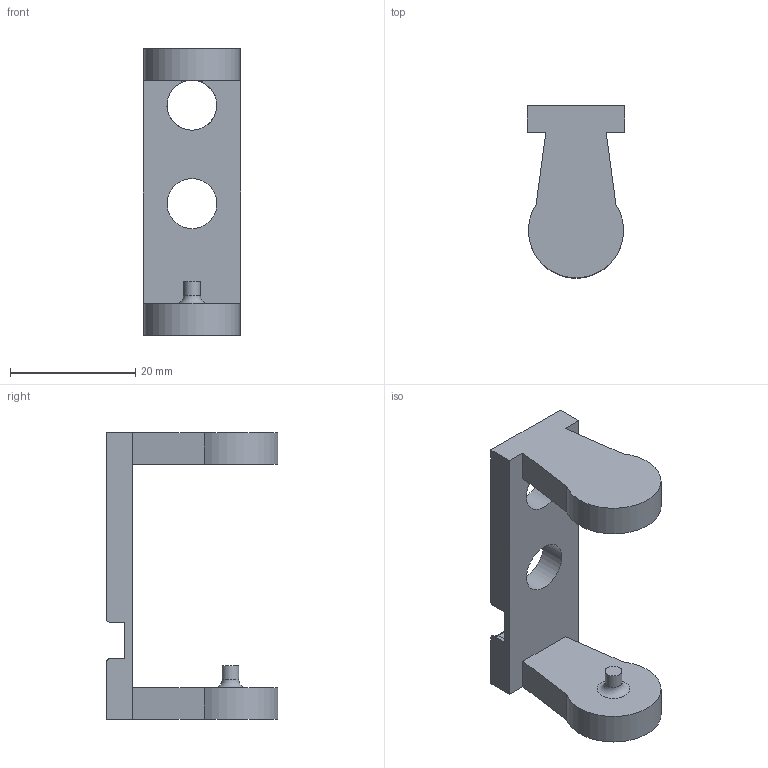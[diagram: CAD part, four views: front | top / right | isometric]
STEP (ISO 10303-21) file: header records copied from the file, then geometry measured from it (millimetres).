
FILE_DESCRIPTION(/* description */ (''),/* implementation_level */ '2;1');
FILE_NAME(/* name */ 'Swivel_Arm.step',/* time_stamp */ '2025-06-16T21:34:07-04:00',/* author */ (''),/* organization */ (''),/* preprocessor_version */ 'ST-DEVELOPER v20.1',/* originating_system */ 'Autodesk Translation Framework v14.4.0.0',/* authorisation */ '');
FILE_SCHEMA (('AUTOMOTIVE_DESIGN { 1 0 10303 214 3 1 1 }'));
Length unit declared in the file: millimetre
Products named in the file (1): Arm
Bounding box: 15.62 x 27.43 x 45.7 mm (x, y, z)
Volume: 4490.7 mm3; surface area: 3899.8 mm2
Topology: 1 solids, 1 shells, 43 faces, 114 edges, 74 vertices
Faces by surface type: plane 25, cylinder 15, torus 3
Full cylindrical faces by diameter (mm): 2.7 x1, 7.97 x1, 7.973 x1
Entity records: 1410 total; most frequent: CARTESIAN_POINT 267, DIRECTION 232, ORIENTED_EDGE 228, EDGE_CURVE 114, LINE 78, VECTOR 78, AXIS2_PLACEMENT_3D 77, VERTEX_POINT 74
